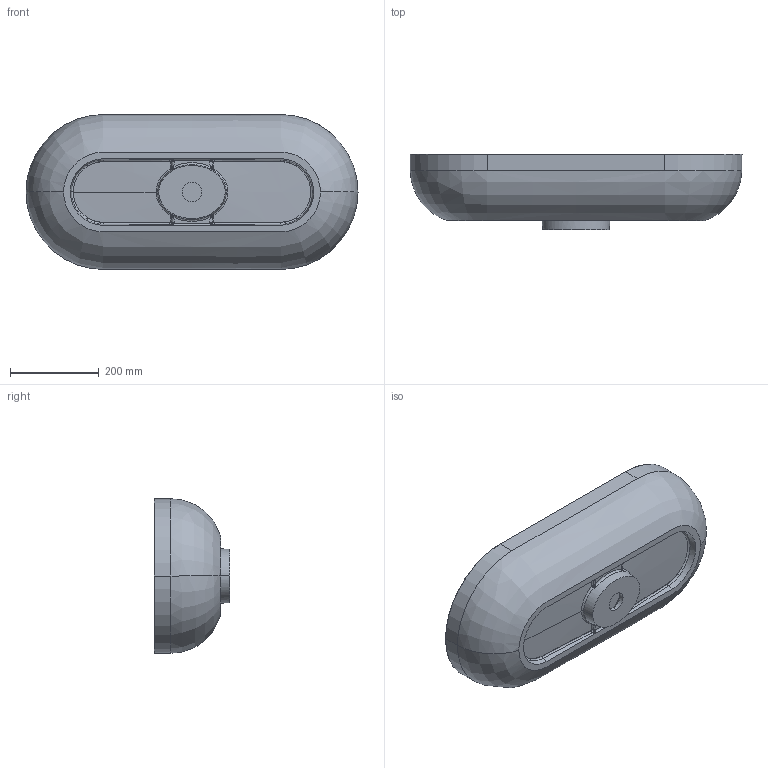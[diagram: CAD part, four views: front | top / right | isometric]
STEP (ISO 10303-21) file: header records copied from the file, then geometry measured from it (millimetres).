
FILE_DESCRIPTION (( 'STEP AP203' ), '1' );
FILE_NAME ('MARMY LOGAN C 750 C.STEP', '2021-04-26T16:41:53', ( '' ), ( '' ), 'SwSTEP 2.0', 'SolidWorks 2019', '' );
FILE_SCHEMA (( 'CONFIG_CONTROL_DESIGN' ));
Length unit declared in the file: millimetre
Products named in the file (1): MARMY LOGAN C 750 C
Bounding box: 749.96 x 171 x 349.96 mm (x, y, z)
Volume: 7608617 mm3; surface area: 845063.3 mm2
Topology: 2 solids, 2 shells, 159 faces, 374 edges, 215 vertices
Faces by surface type: bspline 81, cone 23, cylinder 20, torus 18, plane 16, sphere 1
Entity records: 14563 total; most frequent: CARTESIAN_POINT 11485, ORIENTED_EDGE 726, DIRECTION 479, EDGE_CURVE 363, VERTEX_POINT 213, AXIS2_PLACEMENT_3D 210, B_SPLINE_CURVE_WITH_KNOTS 173, EDGE_LOOP 166
